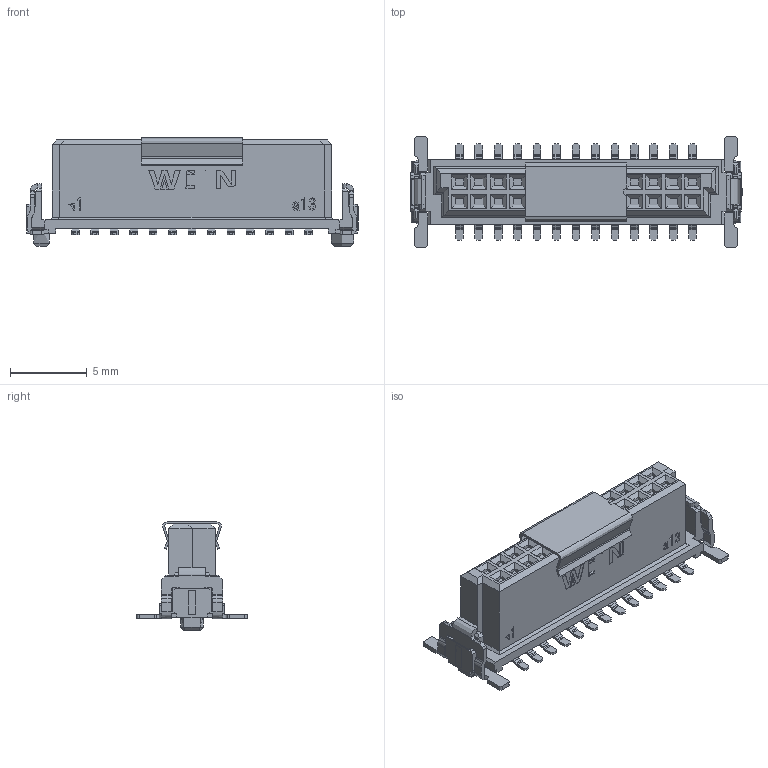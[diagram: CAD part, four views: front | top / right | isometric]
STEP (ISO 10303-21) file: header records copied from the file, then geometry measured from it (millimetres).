
FILE_DESCRIPTION( ('This file contains a STEP AP42 implementation' ,'as created by ZW3D STEP Interface translator.') ,'2;1' );
FILE_NAME( '3910-S026-062MS3WR1W.stp' ,'23 5 5.192233', (''), ('ZWCAD Software Co.'), 'Version 1.0', 'ZW3D to STEP translator', '' );
FILE_SCHEMA(('AUTOMOTIVE_DESIGN { 1 0 10303 214 1 1 1 1 }'));
Length unit declared in the file: millimetre
Products named in the file (2): 0; 3910-S026-062MS3WR1W
Bounding box: 21.69 x 7.2 x 7.1 mm (x, y, z)
Volume: 355.7 mm3
Topology: 2 solids, 4 shells, 1633 faces, 4101 edges, 2545 vertices
Faces by surface type: plane 1188, cylinder 370, bspline 74, cone 1
Full cylindrical faces by diameter (mm): 1.45 x1
Entity records: 51820 total; most frequent: CARTESIAN_POINT 12243, ORIENTED_EDGE 8414, DIRECTION 6828, EDGE_CURVE 4207, VECTOR 3074, LINE 3074, VERTEX_POINT 2632, AXIS2_PLACEMENT_3D 1877
